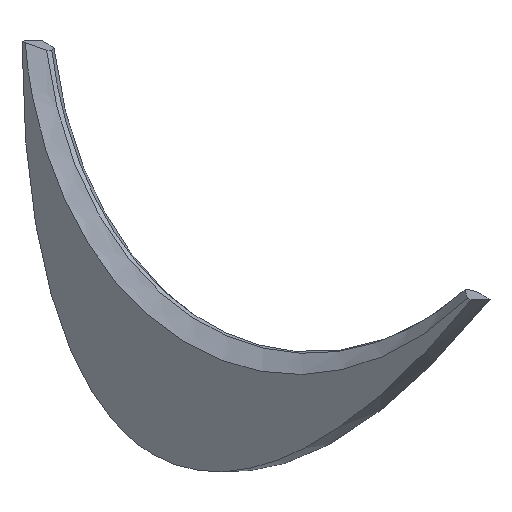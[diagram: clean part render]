
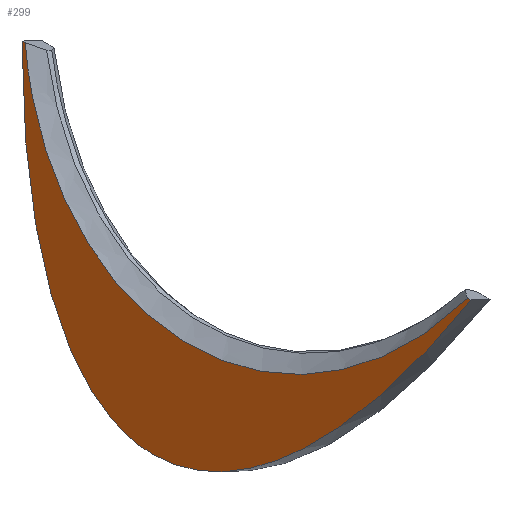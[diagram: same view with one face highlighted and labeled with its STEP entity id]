
A CAD part, isometric view. The second image highlights one B-rep face of the part: STEP entity #299.
In plain terms, the highlighted planar face has unit normal (-0.906, 0, 0.423).
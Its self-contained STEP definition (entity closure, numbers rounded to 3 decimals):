
#73=LINE('',#539,#123);
#75=LINE('',#715,#125);
#123=VECTOR('',#324,14.595);
#125=VECTOR('',#334,14.595);
#181=PLANE('',#310);
#188=FACE_OUTER_BOUND('',#197,.T.);
#197=EDGE_LOOP('',(#276,#277,#278,#279,#280));
#202=B_SPLINE_CURVE_WITH_KNOTS('',3,(#503,#504,#505,#506,#507,#508,#509,
#510,#511,#512,#513,#514,#515,#516,#517,#518,#519,#520,#521,#522),
 .UNSPECIFIED.,.F.,.F.,(4,1,1,1,1,1,1,1,1,1,1,1,1,1,1,1,1,4),(0.,0.063,
0.125,0.208,0.229,0.25,
0.333,0.375,0.438,0.5,
0.563,0.625,0.688,0.75,
0.813,0.875,0.938,1.),.UNSPECIFIED.);
#210=B_SPLINE_CURVE_WITH_KNOTS('',3,(#719,#720,#721,#722,#723,#724,#725,
#726,#727,#728,#729,#730,#731,#732,#733,#734,#735,#736,#737,#738,#739,#740),
 .UNSPECIFIED.,.F.,.F.,(4,3,3,3,3,3,3,4),(-15008.088,-14732.329,
-14019.048,-13793.277,-13097.561,-12762.645,
-12185.965,-11640.624),.UNSPECIFIED.);
#211=B_SPLINE_CURVE_WITH_KNOTS('',3,(#741,#742,#743,#744,#745,#746,#747,
#748,#749,#750,#751,#752,#753,#754,#755,#756,#757,#758,#759,#760,#761,#762),
 .UNSPECIFIED.,.F.,.F.,(4,3,3,3,3,3,3,4),(-11640.624,-11132.658,
-10797.966,-10225.736,-10002.578,-9310.897,-8986.557,
-8273.168),.UNSPECIFIED.);
#214=VERTEX_POINT('',#497);
#215=VERTEX_POINT('',#502);
#219=VERTEX_POINT('',#537);
#224=VERTEX_POINT('',#714);
#225=VERTEX_POINT('',#718);
#228=EDGE_CURVE('',#215,#214,#202,.T.);
#234=EDGE_CURVE('',#214,#219,#73,.T.);
#242=EDGE_CURVE('',#224,#215,#75,.T.);
#244=EDGE_CURVE('',#219,#225,#210,.T.);
#245=EDGE_CURVE('',#225,#224,#211,.T.);
#276=ORIENTED_EDGE('',*,*,#228,.T.);
#277=ORIENTED_EDGE('',*,*,#234,.T.);
#278=ORIENTED_EDGE('',*,*,#244,.T.);
#279=ORIENTED_EDGE('',*,*,#245,.T.);
#280=ORIENTED_EDGE('',*,*,#242,.T.);
#299=ADVANCED_FACE('',(#188),#181,.T.);
#310=AXIS2_PLACEMENT_3D('',#717,#336,#337);
#324=DIRECTION('',(0.,1.,0.));
#334=DIRECTION('',(0.,1.,0.));
#336=DIRECTION('center_axis',(-0.906,0.,0.423));
#337=DIRECTION('ref_axis',(0.,1.,0.));
#497=CARTESIAN_POINT('',(-1136.831,1029.722,1346.405));
#502=CARTESIAN_POINT('',(-1136.831,-1029.722,1346.405));
#503=CARTESIAN_POINT('Ctrl Pts',(-1136.831,-1029.722,1346.405));
#504=CARTESIAN_POINT('Ctrl Pts',(-1156.744,-1003.657,1303.701));
#505=CARTESIAN_POINT('Ctrl Pts',(-1195.084,-945.775,1221.48));
#506=CARTESIAN_POINT('Ctrl Pts',(-1253.028,-831.791,1097.219));
#507=CARTESIAN_POINT('Ctrl Pts',(-1292.929,-725.863,1011.652));
#508=CARTESIAN_POINT('Ctrl Pts',(-1318.795,-639.839,956.182));
#509=CARTESIAN_POINT('Ctrl Pts',(-1342.987,-551.352,904.3));
#510=CARTESIAN_POINT('Ctrl Pts',(-1366.149,-441.324,854.63));
#511=CARTESIAN_POINT('Ctrl Pts',(-1387.31,-292.542,809.25));
#512=CARTESIAN_POINT('Ctrl Pts',(-1399.524,-156.183,783.058));
#513=CARTESIAN_POINT('Ctrl Pts',(-1404.096,0.001,
773.253));
#514=CARTESIAN_POINT('Ctrl Pts',(-1399.523,156.182,783.059));
#515=CARTESIAN_POINT('Ctrl Pts',(-1385.786,309.591,812.519));
#516=CARTESIAN_POINT('Ctrl Pts',(-1363.134,457.438,861.096));
#517=CARTESIAN_POINT('Ctrl Pts',(-1332.045,597.142,927.767));
#518=CARTESIAN_POINT('Ctrl Pts',(-1293.16,726.393,1011.156));
#519=CARTESIAN_POINT('Ctrl Pts',(-1247.233,843.187,1109.646));
#520=CARTESIAN_POINT('Ctrl Pts',(-1195.084,945.776,1221.48));
#521=CARTESIAN_POINT('Ctrl Pts',(-1156.744,1003.657,1303.701));
#522=CARTESIAN_POINT('Ctrl Pts',(-1136.831,1029.722,1346.405));
#537=CARTESIAN_POINT('',(-1136.831,1044.317,1346.405));
#539=CARTESIAN_POINT('',(-1136.831,522.159,1346.405));
#714=CARTESIAN_POINT('',(-1136.831,-1044.317,1346.405));
#715=CARTESIAN_POINT('',(-1136.831,522.159,1346.405));
#717=CARTESIAN_POINT('Origin',(-1269.47,0.,
1061.96));
#718=CARTESIAN_POINT('',(-1570.185,0.,417.074));
#719=CARTESIAN_POINT('Ctrl Pts',(-1136.831,1044.317,1346.405));
#720=CARTESIAN_POINT('Ctrl Pts',(-1157.51,1023.691,1302.058));
#721=CARTESIAN_POINT('Ctrl Pts',(-1177.72,1002.307,1258.718));
#722=CARTESIAN_POINT('Ctrl Pts',(-1197.404,980.172,1216.505));
#723=CARTESIAN_POINT('Ctrl Pts',(-1248.32,922.916,1107.315));
#724=CARTESIAN_POINT('Ctrl Pts',(-1295.731,860.606,1005.642));
#725=CARTESIAN_POINT('Ctrl Pts',(-1338.536,793.538,913.847));
#726=CARTESIAN_POINT('Ctrl Pts',(-1352.084,772.31,884.792));
#727=CARTESIAN_POINT('Ctrl Pts',(-1365.171,750.607,856.728));
#728=CARTESIAN_POINT('Ctrl Pts',(-1377.757,728.446,829.737));
#729=CARTESIAN_POINT('Ctrl Pts',(-1416.541,660.16,746.565));
#730=CARTESIAN_POINT('Ctrl Pts',(-1450.571,587.495,673.586));
#731=CARTESIAN_POINT('Ctrl Pts',(-1478.728,511.306,613.204));
#732=CARTESIAN_POINT('Ctrl Pts',(-1492.282,474.629,584.137));
#733=CARTESIAN_POINT('Ctrl Pts',(-1504.476,437.143,557.987));
#734=CARTESIAN_POINT('Ctrl Pts',(-1515.196,398.99,534.998));
#735=CARTESIAN_POINT('Ctrl Pts',(-1533.654,333.296,495.414));
#736=CARTESIAN_POINT('Ctrl Pts',(-1547.729,265.614,465.23));
#737=CARTESIAN_POINT('Ctrl Pts',(-1556.987,196.874,445.377));
#738=CARTESIAN_POINT('Ctrl Pts',(-1565.742,131.871,426.603));
#739=CARTESIAN_POINT('Ctrl Pts',(-1570.185,65.936,417.074));
#740=CARTESIAN_POINT('Ctrl Pts',(-1570.185,0.,
417.074));
#741=CARTESIAN_POINT('Ctrl Pts',(-1570.185,0.,
417.074));
#742=CARTESIAN_POINT('Ctrl Pts',(-1570.185,-61.418,417.074));
#743=CARTESIAN_POINT('Ctrl Pts',(-1566.332,-122.835,425.336));
#744=CARTESIAN_POINT('Ctrl Pts',(-1558.726,-183.498,441.647));
#745=CARTESIAN_POINT('Ctrl Pts',(-1553.715,-223.468,452.394));
#746=CARTESIAN_POINT('Ctrl Pts',(-1547.079,-263.11,466.626));
#747=CARTESIAN_POINT('Ctrl Pts',(-1538.889,-302.228,484.187));
#748=CARTESIAN_POINT('Ctrl Pts',(-1524.888,-369.109,514.213));
#749=CARTESIAN_POINT('Ctrl Pts',(-1506.341,-434.446,553.988));
#750=CARTESIAN_POINT('Ctrl Pts',(-1483.768,-497.455,602.395));
#751=CARTESIAN_POINT('Ctrl Pts',(-1474.965,-522.027,621.273));
#752=CARTESIAN_POINT('Ctrl Pts',(-1465.552,-546.247,641.459));
#753=CARTESIAN_POINT('Ctrl Pts',(-1455.564,-570.081,662.879));
#754=CARTESIAN_POINT('Ctrl Pts',(-1424.607,-643.955,729.267));
#755=CARTESIAN_POINT('Ctrl Pts',(-1388.129,-714.075,807.494));
#756=CARTESIAN_POINT('Ctrl Pts',(-1347.237,-779.736,895.186));
#757=CARTESIAN_POINT('Ctrl Pts',(-1328.063,-810.526,936.306));
#758=CARTESIAN_POINT('Ctrl Pts',(-1307.917,-840.343,979.509));
#759=CARTESIAN_POINT('Ctrl Pts',(-1286.908,-869.149,1024.563));
#760=CARTESIAN_POINT('Ctrl Pts',(-1240.699,-932.509,1123.659));
#761=CARTESIAN_POINT('Ctrl Pts',(-1190.328,-990.957,1231.679));
#762=CARTESIAN_POINT('Ctrl Pts',(-1136.831,-1044.317,1346.405));
